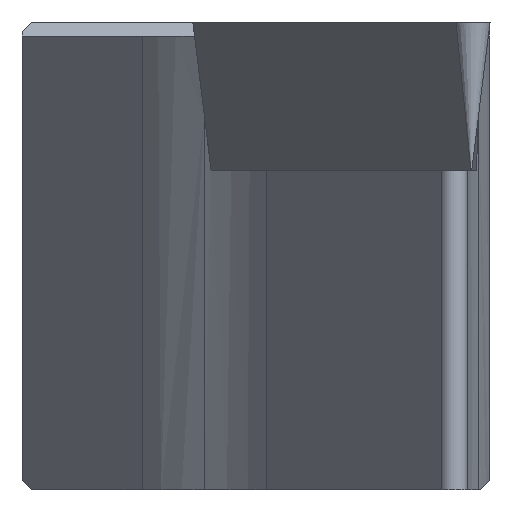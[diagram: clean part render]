
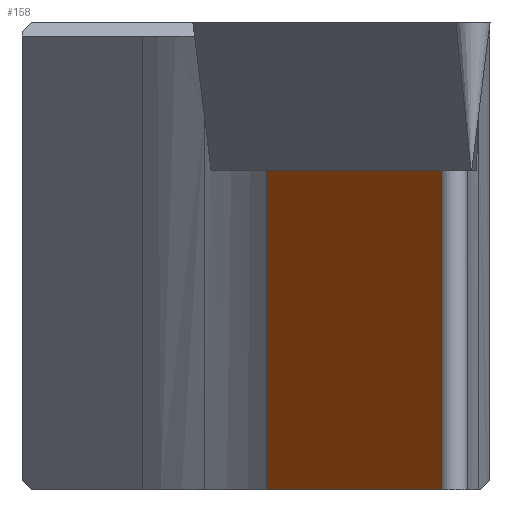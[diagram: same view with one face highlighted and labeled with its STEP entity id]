
A CAD part, left-side view. The second image highlights one B-rep face of the part: STEP entity #158.
In plain terms, the highlighted planar face has unit normal (-0.574, 0.819, 0).
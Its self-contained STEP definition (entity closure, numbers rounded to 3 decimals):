
#158=ADVANCED_FACE('',(#227),#191,.F.);
#191=PLANE('',#788);
#227=FACE_OUTER_BOUND('',#265,.T.);
#265=EDGE_LOOP('',(#416,#417,#418,#419));
#416=ORIENTED_EDGE('',*,*,#587,.F.);
#417=ORIENTED_EDGE('',*,*,#588,.T.);
#418=ORIENTED_EDGE('',*,*,#589,.T.);
#419=ORIENTED_EDGE('',*,*,#538,.F.);
#475=VERTEX_POINT('',#1048);
#476=VERTEX_POINT('',#1050);
#503=VERTEX_POINT('',#1146);
#504=VERTEX_POINT('',#1150);
#538=EDGE_CURVE('',#475,#476,#620,.T.);
#587=EDGE_CURVE('',#503,#475,#661,.T.);
#588=EDGE_CURVE('',#503,#504,#662,.T.);
#589=EDGE_CURVE('',#504,#476,#663,.T.);
#620=LINE('',#1049,#691);
#661=LINE('',#1147,#732);
#662=LINE('',#1149,#733);
#663=LINE('',#1151,#734);
#691=VECTOR('',#856,1.);
#732=VECTOR('',#955,1.);
#733=VECTOR('',#958,1.);
#734=VECTOR('',#959,1.);
#788=AXIS2_PLACEMENT_3D('',#1152,#960,#961);
#856=DIRECTION('',(0.819,0.574,0.));
#955=DIRECTION('',(0.,0.,-1.));
#958=DIRECTION('',(0.819,0.574,0.));
#959=DIRECTION('',(0.,0.,-1.));
#960=DIRECTION('',(0.574,-0.819,0.));
#961=DIRECTION('',(0.819,0.574,0.));
#1048=CARTESIAN_POINT('',(2.335,-8.964,-10.));
#1049=CARTESIAN_POINT('',(2.335,-8.964,-10.));
#1050=CARTESIAN_POINT('',(7.677,-5.224,-10.));
#1146=CARTESIAN_POINT('',(2.335,-8.964,-3.18));
#1147=CARTESIAN_POINT('',(2.335,-8.964,-40.));
#1149=CARTESIAN_POINT('',(2.335,-8.964,-3.18));
#1150=CARTESIAN_POINT('',(7.677,-5.224,-3.18));
#1151=CARTESIAN_POINT('',(7.677,-5.224,-40.));
#1152=CARTESIAN_POINT('',(2.335,-8.964,-40.));
